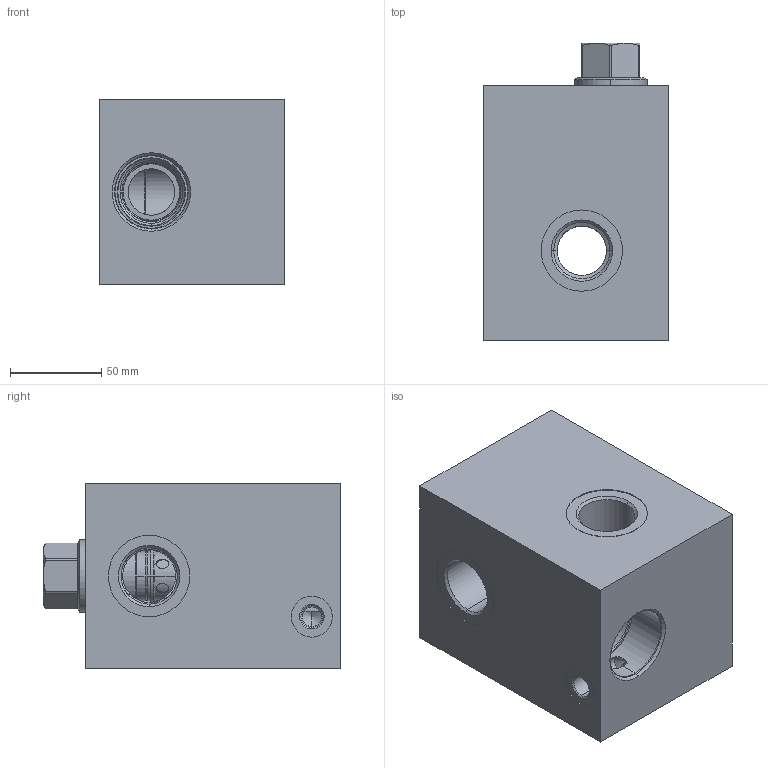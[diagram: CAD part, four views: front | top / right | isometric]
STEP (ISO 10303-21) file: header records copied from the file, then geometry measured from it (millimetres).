
FILE_DESCRIPTION((''),'2;1');
FILE_NAME('H3X_ASM','2024-03-15T',('ProEService'),(''),'PRO/ENGINEER BY PARAMETRIC TECHNOLOGY CORPORATION, 2014200','PRO/ENGINEER BY PARAMETRIC TECHNOLOGY CORPORATION, 2014200','');
FILE_SCHEMA(('CONFIG_CONTROL_DESIGN'));
Length unit declared in the file: inch
Products named in the file (3): 151-161-008; CXGDXCN; H3X_ASM
Assembly tree (2 placements, depth 2):
  H3X_ASM
    151-161-008
    CXGDXCN
Bounding box: 101.6 x 162.74 x 101.6 mm (x, y, z)
Volume: 1239067.1 mm3; surface area: 124623.7 mm2
Topology: 3 solids, 3 shells, 291 faces, 904 edges, 725 vertices
Faces by surface type: cylinder 134, cone 78, plane 47, torus 26, revolution 6
Entity records: 11544 total; most frequent: CARTESIAN_POINT 3565, DIRECTION 1732, ORIENTED_EDGE 1364, EDGE_CURVE 682, AXIS2_PLACEMENT_3D 643, VECTOR 440, LINE 440, VERTEX_POINT 417
